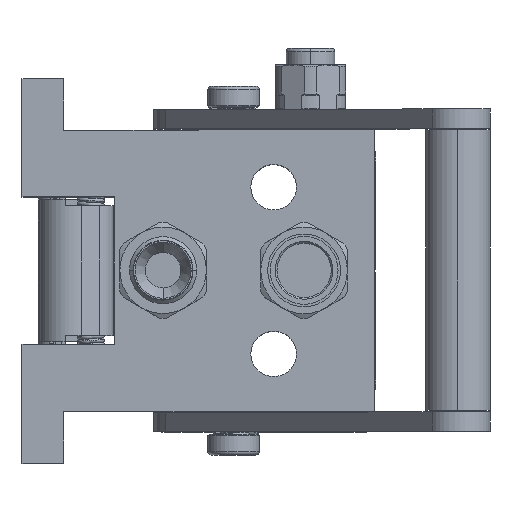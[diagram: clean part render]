
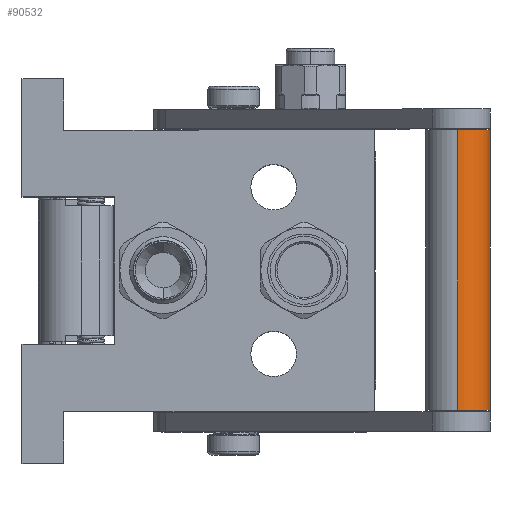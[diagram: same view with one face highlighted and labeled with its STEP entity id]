
A CAD part, top view. The second image highlights one B-rep face of the part: STEP entity #90532.
In plain terms, the highlighted cylindrical face has radius 10 mm (diameter 20 mm), a partial arc.
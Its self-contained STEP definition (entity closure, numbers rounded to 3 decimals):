
#2100 = ORIENTED_EDGE ( 'NONE', *, *, #95814, .T. ) ;
#2559 = CARTESIAN_POINT ( 'NONE',  ( -87.5, 0., -10. ) ) ;
#3883 = LINE ( 'NONE', #6530, #72846 ) ;
#6530 = CARTESIAN_POINT ( 'NONE',  ( 0., 0., 10. ) ) ;
#7588 = CARTESIAN_POINT ( 'NONE',  ( 0., 0., -10. ) ) ;
#9447 = DIRECTION ( 'NONE',  ( 0., 0., -1. ) ) ;
#9784 = CARTESIAN_POINT ( 'NONE',  ( 0., 0., 10. ) ) ;
#11846 = DIRECTION ( 'NONE',  ( 1., 0., 0. ) ) ;
#17986 = CYLINDRICAL_SURFACE ( 'NONE', #42638, 10. ) ;
#19267 = DIRECTION ( 'NONE',  ( 0., 0., 1. ) ) ;
#19643 = ORIENTED_EDGE ( 'NONE', *, *, #44611, .T. ) ;
#22957 = VERTEX_POINT ( 'NONE', #102783 ) ;
#24409 = VERTEX_POINT ( 'NONE', #9784 ) ;
#33768 = EDGE_CURVE ( 'NONE', #24409, #22957, #3883, .T. ) ;
#42638 = AXIS2_PLACEMENT_3D ( 'NONE', #99530, #107307, #19267 ) ;
#44611 = EDGE_CURVE ( 'NONE', #103685, #93769, #70144, .T. ) ;
#46759 = EDGE_LOOP ( 'NONE', ( #2100, #60387, #71112, #19643 ) ) ;
#53470 = AXIS2_PLACEMENT_3D ( 'NONE', #80376, #62234, #9447 ) ;
#60387 = ORIENTED_EDGE ( 'NONE', *, *, #33768, .F. ) ;
#62234 = DIRECTION ( 'NONE',  ( 1., 0., 0. ) ) ;
#66153 = AXIS2_PLACEMENT_3D ( 'NONE', #108376, #11846, #100242 ) ;
#68060 = CIRCLE ( 'NONE', #66153, 10. ) ;
#70144 = LINE ( 'NONE', #107651, #77006 ) ;
#71112 = ORIENTED_EDGE ( 'NONE', *, *, #76683, .F. ) ;
#72846 = VECTOR ( 'NONE', #79376, 1000. ) ;
#76683 = EDGE_CURVE ( 'NONE', #103685, #24409, #68060, .T. ) ;
#77006 = VECTOR ( 'NONE', #81679, 1000. ) ;
#79376 = DIRECTION ( 'NONE',  ( -1., 0., 0. ) ) ;
#80376 = CARTESIAN_POINT ( 'NONE',  ( -87.5, 0., 0. ) ) ;
#81679 = DIRECTION ( 'NONE',  ( -1., 0., 0. ) ) ;
#90532 = ADVANCED_FACE ( 'NONE', ( #113336 ), #17986, .T. ) ;
#93769 = VERTEX_POINT ( 'NONE', #2559 ) ;
#95814 = EDGE_CURVE ( 'NONE', #93769, #22957, #97109, .T. ) ;
#97109 = CIRCLE ( 'NONE', #53470, 10. ) ;
#99530 = CARTESIAN_POINT ( 'NONE',  ( -96.825, 0., 0. ) ) ;
#100242 = DIRECTION ( 'NONE',  ( 0., 0., -1. ) ) ;
#102783 = CARTESIAN_POINT ( 'NONE',  ( -87.5, 0., 10. ) ) ;
#103685 = VERTEX_POINT ( 'NONE', #7588 ) ;
#107307 = DIRECTION ( 'NONE',  ( -1., 0., 0. ) ) ;
#107651 = CARTESIAN_POINT ( 'NONE',  ( 0., 0., -10. ) ) ;
#108376 = CARTESIAN_POINT ( 'NONE',  ( 0., 0., 0. ) ) ;
#113336 = FACE_OUTER_BOUND ( 'NONE', #46759, .T. ) ;
